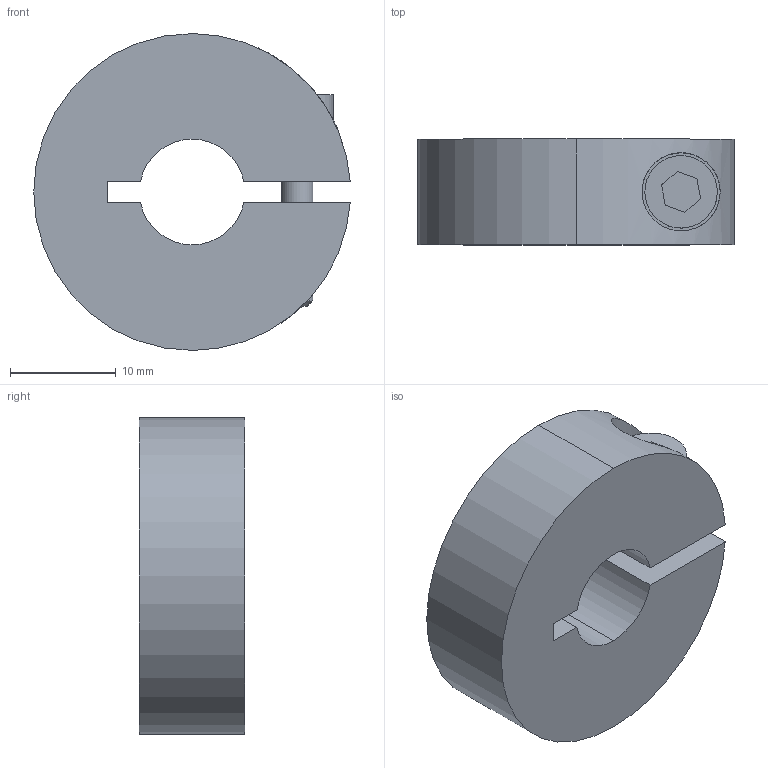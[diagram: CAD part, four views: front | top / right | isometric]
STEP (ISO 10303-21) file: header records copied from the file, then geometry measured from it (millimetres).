
FILE_DESCRIPTION (( 'STEP AP214' ), '1' );
FILE_NAME ('A987 Îãðàíè÷èòåëü õîäà äëÿ âàëà 10 ìì.STEP', '2025-12-05T07:55:54', ( '' ), ( '' ), 'SwSTEP 2.0', 'SolidWorks 2025', '' );
FILE_SCHEMA (( 'AUTOMOTIVE_DESIGN' ));
Length unit declared in the file: millimetre
Products named in the file (3): A987 Ограничитель хода для вала 10 мм; A987 Винт_00; A987 Ограничитель_00
Assembly tree (2 placements, depth 2):
  A987 Ограничитель хода для вала 10 мм
    A987 Ограничитель_00
    A987 Винт_00
Bounding box: 29.97 x 10 x 30 mm (x, y, z)
Volume: 5907.4 mm3; surface area: 3234.9 mm2
Topology: 2 solids, 2 shells, 36 faces, 85 edges, 56 vertices
Faces by surface type: plane 18, cylinder 16, cone 2
Entity records: 1271 total; most frequent: CARTESIAN_POINT 300, DIRECTION 193, ORIENTED_EDGE 170, EDGE_CURVE 85, AXIS2_PLACEMENT_3D 71, VERTEX_POINT 56, LINE 51, VECTOR 51
